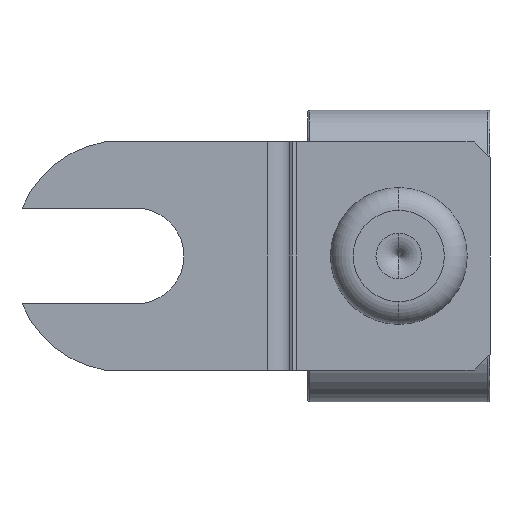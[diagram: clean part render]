
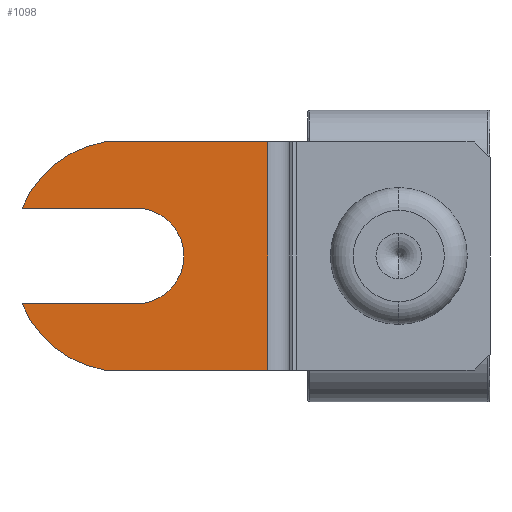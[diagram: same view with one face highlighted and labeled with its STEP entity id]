
A CAD part, front view. The second image highlights one B-rep face of the part: STEP entity #1098.
In plain terms, the highlighted planar face has unit normal (0, -1, 0).
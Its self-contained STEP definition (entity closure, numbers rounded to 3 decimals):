
#129 = DIRECTION ( 'NONE',  ( 0., 0., -1. ) ) ;
#215 = ORIENTED_EDGE ( 'NONE', *, *, #774, .T. ) ;
#463 = CARTESIAN_POINT ( 'NONE',  ( 9.627, 0., -2.9 ) ) ;
#480 = VERTEX_POINT ( 'NONE', #3420 ) ;
#516 = CARTESIAN_POINT ( 'NONE',  ( 0., 0., -2.9 ) ) ;
#567 = VERTEX_POINT ( 'NONE', #516 ) ;
#640 = VECTOR ( 'NONE', #2096, 1000. ) ;
#752 = VECTOR ( 'NONE', #5709, 1000. ) ;
#774 = EDGE_CURVE ( 'NONE', #480, #6591, #6104, .T. ) ;
#896 = DIRECTION ( 'NONE',  ( 1., 0., 0. ) ) ;
#898 = AXIS2_PLACEMENT_3D ( 'NONE', #4199, #1686, #129 ) ;
#927 = ORIENTED_EDGE ( 'NONE', *, *, #1736, .F. ) ;
#1014 = CARTESIAN_POINT ( 'NONE',  ( 9.627, 0., -10. ) ) ;
#1028 = VERTEX_POINT ( 'NONE', #4483 ) ;
#1046 = FACE_OUTER_BOUND ( 'NONE', #4368, .T. ) ;
#1060 = EDGE_CURVE ( 'NONE', #1802, #567, #2528, .T. ) ;
#1080 = DIRECTION ( 'NONE',  ( 0., -1., 0. ) ) ;
#1098 = ADVANCED_FACE ( 'NONE', ( #1046 ), #4649, .T. ) ;
#1270 = CARTESIAN_POINT ( 'NONE',  ( 3.61, 0., 0. ) ) ;
#1274 = EDGE_CURVE ( 'NONE', #567, #3484, #2371, .T. ) ;
#1493 = AXIS2_PLACEMENT_3D ( 'NONE', #1014, #1080, #1612 ) ;
#1612 = DIRECTION ( 'NONE',  ( 0., 0., -1. ) ) ;
#1686 = DIRECTION ( 'NONE',  ( 0., -1., 0. ) ) ;
#1731 = EDGE_CURVE ( 'NONE', #1028, #3079, #5024, .T. ) ;
#1736 = EDGE_CURVE ( 'NONE', #3441, #1028, #4350, .T. ) ;
#1802 = VERTEX_POINT ( 'NONE', #3719 ) ;
#1906 = ORIENTED_EDGE ( 'NONE', *, *, #1731, .F. ) ;
#2096 = DIRECTION ( 'NONE',  ( -1., 0., 0. ) ) ;
#2136 = CARTESIAN_POINT ( 'NONE',  ( 0., 0., -10. ) ) ;
#2371 = CIRCLE ( 'NONE', #6651, 4.8 ) ;
#2440 = CARTESIAN_POINT ( 'NONE',  ( 9.627, 0., -7.1 ) ) ;
#2528 = LINE ( 'NONE', #463, #640 ) ;
#2535 = DIRECTION ( 'NONE',  ( 1., 0., 0. ) ) ;
#2566 = CARTESIAN_POINT ( 'NONE',  ( 5., 0., -7.1 ) ) ;
#2663 = CARTESIAN_POINT ( 'NONE',  ( 3.61, 0., -10. ) ) ;
#2754 = ORIENTED_EDGE ( 'NONE', *, *, #1274, .F. ) ;
#3037 = LINE ( 'NONE', #2136, #5617 ) ;
#3051 = CIRCLE ( 'NONE', #898, 2.1 ) ;
#3061 = CARTESIAN_POINT ( 'NONE',  ( 10.781, 0., -10. ) ) ;
#3079 = VERTEX_POINT ( 'NONE', #2566 ) ;
#3133 = LINE ( 'NONE', #5183, #4111 ) ;
#3226 = CARTESIAN_POINT ( 'NONE',  ( 4.438, 0., -4.728 ) ) ;
#3420 = CARTESIAN_POINT ( 'NONE',  ( 10.781, 0., -10. ) ) ;
#3441 = VERTEX_POINT ( 'NONE', #2663 ) ;
#3481 = VECTOR ( 'NONE', #2535, 1000. ) ;
#3484 = VERTEX_POINT ( 'NONE', #1270 ) ;
#3539 = DIRECTION ( 'NONE',  ( 0., 1., 0. ) ) ;
#3719 = CARTESIAN_POINT ( 'NONE',  ( 5., 0., -2.9 ) ) ;
#3965 = EDGE_CURVE ( 'NONE', #3441, #480, #3037, .T. ) ;
#3973 = CARTESIAN_POINT ( 'NONE',  ( 4.438, 0., -5.272 ) ) ;
#4086 = ORIENTED_EDGE ( 'NONE', *, *, #5498, .F. ) ;
#4111 = VECTOR ( 'NONE', #896, 1000. ) ;
#4199 = CARTESIAN_POINT ( 'NONE',  ( 5., 0., -5. ) ) ;
#4350 = CIRCLE ( 'NONE', #6056, 4.8 ) ;
#4368 = EDGE_LOOP ( 'NONE', ( #927, #5002, #215, #4086, #2754, #5878, #5407, #1906 ) ) ;
#4483 = CARTESIAN_POINT ( 'NONE',  ( 0., 0., -7.1 ) ) ;
#4592 = DIRECTION ( 'NONE',  ( 0., 0., -1. ) ) ;
#4649 = PLANE ( 'NONE',  #1493 ) ;
#5002 = ORIENTED_EDGE ( 'NONE', *, *, #3965, .T. ) ;
#5024 = LINE ( 'NONE', #2440, #3481 ) ;
#5091 = DIRECTION ( 'NONE',  ( 1., 0., 0. ) ) ;
#5183 = CARTESIAN_POINT ( 'NONE',  ( 9.627, 0., 0. ) ) ;
#5283 = CARTESIAN_POINT ( 'NONE',  ( 10.781, 0., 0. ) ) ;
#5407 = ORIENTED_EDGE ( 'NONE', *, *, #5552, .F. ) ;
#5498 = EDGE_CURVE ( 'NONE', #3484, #6591, #3133, .T. ) ;
#5552 = EDGE_CURVE ( 'NONE', #3079, #1802, #3051, .T. ) ;
#5617 = VECTOR ( 'NONE', #5091, 1000. ) ;
#5709 = DIRECTION ( 'NONE',  ( 0., 0., 1. ) ) ;
#5812 = DIRECTION ( 'NONE',  ( 0., 0., -1. ) ) ;
#5878 = ORIENTED_EDGE ( 'NONE', *, *, #1060, .F. ) ;
#5883 = DIRECTION ( 'NONE',  ( 0., 1., 0. ) ) ;
#6056 = AXIS2_PLACEMENT_3D ( 'NONE', #3973, #3539, #4592 ) ;
#6104 = LINE ( 'NONE', #3061, #752 ) ;
#6591 = VERTEX_POINT ( 'NONE', #5283 ) ;
#6651 = AXIS2_PLACEMENT_3D ( 'NONE', #3226, #5883, #5812 ) ;
